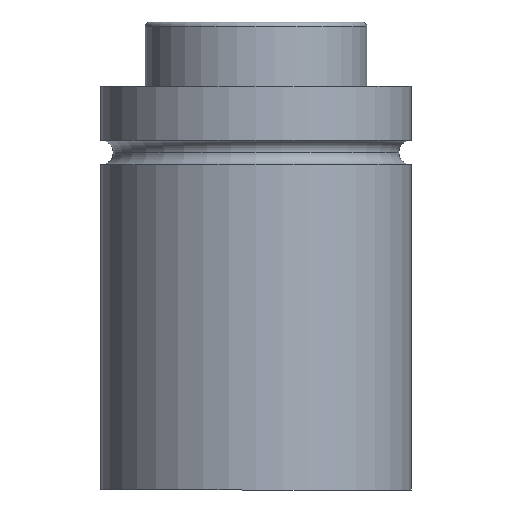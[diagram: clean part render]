
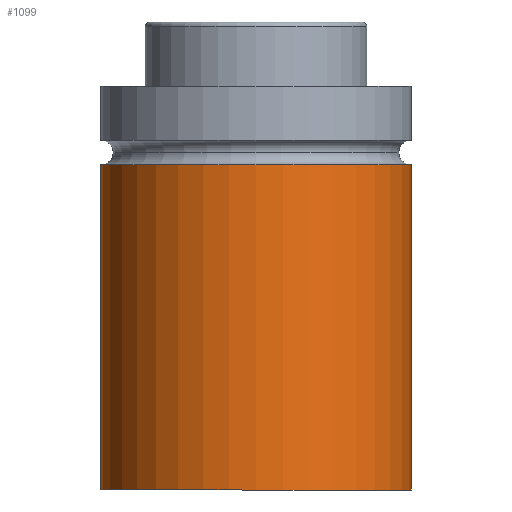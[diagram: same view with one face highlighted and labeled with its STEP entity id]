
A CAD part, front view. The second image highlights one B-rep face of the part: STEP entity #1099.
In plain terms, the highlighted cylindrical face has radius 31.5 mm (diameter 63 mm), a partial arc.
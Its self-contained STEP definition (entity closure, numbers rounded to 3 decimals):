
#40 = FACE_OUTER_BOUND ( 'NONE', #200, .T. ) ;
#49 = CARTESIAN_POINT ( 'NONE',  ( 0., 0., 0. ) ) ;
#63 = CARTESIAN_POINT ( 'NONE',  ( 31.5, 0., 0. ) ) ;
#108 = ORIENTED_EDGE ( 'NONE', *, *, #826, .T. ) ;
#126 = EDGE_CURVE ( 'NONE', #1077, #627, #213, .T. ) ;
#128 = DIRECTION ( 'NONE',  ( 0., 0., -1. ) ) ;
#192 = AXIS2_PLACEMENT_3D ( 'NONE', #274, #449, #930 ) ;
#200 = EDGE_LOOP ( 'NONE', ( #655, #108, #608, #1061 ) ) ;
#213 = LINE ( 'NONE', #1073, #321 ) ;
#224 = AXIS2_PLACEMENT_3D ( 'NONE', #49, #231, #1173 ) ;
#231 = DIRECTION ( 'NONE',  ( 0., 0., -1. ) ) ;
#274 = CARTESIAN_POINT ( 'NONE',  ( 0., 0., 66. ) ) ;
#321 = VECTOR ( 'NONE', #128, 1000. ) ;
#363 = CIRCLE ( 'NONE', #438, 31.5 ) ;
#378 = CARTESIAN_POINT ( 'NONE',  ( 0., 0., 0. ) ) ;
#380 = CARTESIAN_POINT ( 'NONE',  ( -31.5, 0., 66. ) ) ;
#428 = VERTEX_POINT ( 'NONE', #380 ) ;
#438 = AXIS2_PLACEMENT_3D ( 'NONE', #378, #1030, #850 ) ;
#449 = DIRECTION ( 'NONE',  ( 0., 0., -1. ) ) ;
#468 = CIRCLE ( 'NONE', #192, 31.5 ) ;
#492 = EDGE_CURVE ( 'NONE', #428, #922, #661, .T. ) ;
#608 = ORIENTED_EDGE ( 'NONE', *, *, #492, .T. ) ;
#627 = VERTEX_POINT ( 'NONE', #63 ) ;
#655 = ORIENTED_EDGE ( 'NONE', *, *, #126, .F. ) ;
#661 = LINE ( 'NONE', #961, #780 ) ;
#672 = CARTESIAN_POINT ( 'NONE',  ( 31.5, 0., 66. ) ) ;
#780 = VECTOR ( 'NONE', #1044, 1000. ) ;
#826 = EDGE_CURVE ( 'NONE', #1077, #428, #468, .T. ) ;
#850 = DIRECTION ( 'NONE',  ( -1., 0., 0. ) ) ;
#892 = EDGE_CURVE ( 'NONE', #627, #922, #363, .T. ) ;
#922 = VERTEX_POINT ( 'NONE', #951 ) ;
#930 = DIRECTION ( 'NONE',  ( -1., 0., 0. ) ) ;
#951 = CARTESIAN_POINT ( 'NONE',  ( -31.5, 0., 0. ) ) ;
#961 = CARTESIAN_POINT ( 'NONE',  ( -31.5, 0., 0. ) ) ;
#996 = CYLINDRICAL_SURFACE ( 'NONE', #224, 31.5 ) ;
#1030 = DIRECTION ( 'NONE',  ( 0., 0., -1. ) ) ;
#1044 = DIRECTION ( 'NONE',  ( 0., 0., -1. ) ) ;
#1061 = ORIENTED_EDGE ( 'NONE', *, *, #892, .F. ) ;
#1073 = CARTESIAN_POINT ( 'NONE',  ( 31.5, 0., 0. ) ) ;
#1077 = VERTEX_POINT ( 'NONE', #672 ) ;
#1099 = ADVANCED_FACE ( 'NONE', ( #40 ), #996, .T. ) ;
#1173 = DIRECTION ( 'NONE',  ( -1., 0., 0. ) ) ;
